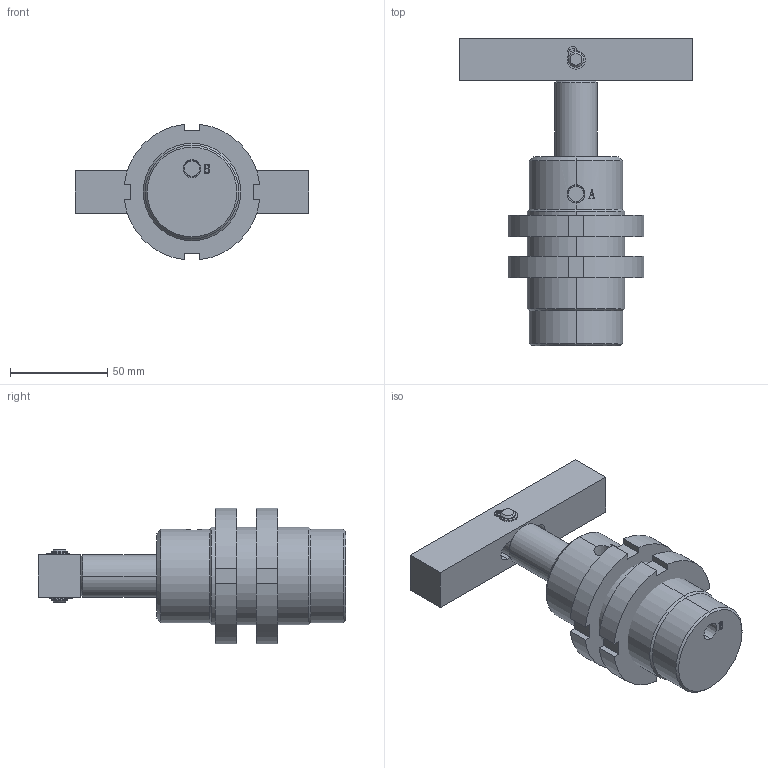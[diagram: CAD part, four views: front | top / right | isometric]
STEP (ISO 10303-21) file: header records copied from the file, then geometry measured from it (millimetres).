
FILE_DESCRIPTION (( 'STEP AP203' ), '1' );
FILE_NAME ('HNDT-32B.STEP', '2019-10-12T07:47:11', ( '微软用户' ), ( '微软中国' ), 'SwSTEP 2.0', 'SolidWorks 2012', '' );
FILE_SCHEMA (( 'CONFIG_CONTROL_DESIGN' ));
Length unit declared in the file: millimetre
Products named in the file (7): HNFT-32A掛极; 32B-D活塞杆; 32A蹟譫; 32邧旋; 32种; circlips for shaft--type a small gb_GB_CONNECTING_PIECE_RING_RRA 8; HNDT-32B
Assembly tree (8 placements, depth 2):
  HNDT-32B
    HNFT-32A掛极
    32B-D活塞杆
    32A蹟譫  x2
    32邧旋
    32种
    circlips for shaft--type a small gb_GB_CONNECTING_PIECE_RING_RRA 8  x2
Bounding box: 120 x 158 x 69.54 mm (x, y, z)
Volume: 294177.5 mm3; surface area: 55894.3 mm2
Topology: 8 solids, 8 shells, 219 faces, 546 edges, 356 vertices
Faces by surface type: plane 103, cylinder 79, cone 21, bspline 16
Entity records: 6978 total; most frequent: CARTESIAN_POINT 1984, DIRECTION 873, ORIENTED_EDGE 870, EDGE_CURVE 435, AXIS2_PLACEMENT_3D 321, VERTEX_POINT 282, VECTOR 231, LINE 231
